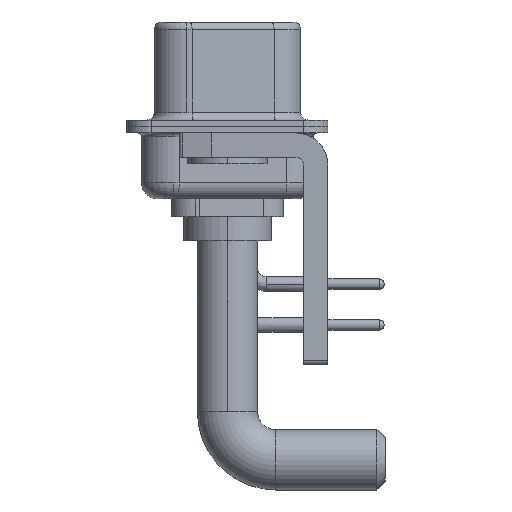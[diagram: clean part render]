
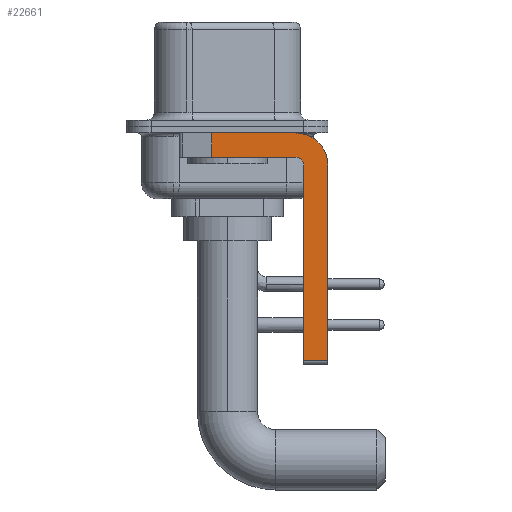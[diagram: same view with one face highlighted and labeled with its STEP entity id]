
A CAD part, left-side view. The second image highlights one B-rep face of the part: STEP entity #22661.
In plain terms, the highlighted planar face has unit normal (-1, 0, 0).
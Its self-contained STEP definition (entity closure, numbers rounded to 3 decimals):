
#94 = VECTOR ( 'NONE', #16995, 1000. ) ;
#379 = CARTESIAN_POINT ( 'NONE',  ( -2.9, -6.25, -14.55 ) ) ;
#880 = VERTEX_POINT ( 'NONE', #8741 ) ;
#988 = EDGE_LOOP ( 'NONE', ( #14429, #9288, #7914, #1025, #8722, #20087, #6474, #19697 ) ) ;
#1025 = ORIENTED_EDGE ( 'NONE', *, *, #17866, .F. ) ;
#1427 = CARTESIAN_POINT ( 'NONE',  ( -2.9, -4.25, -1.9 ) ) ;
#2025 = VECTOR ( 'NONE', #23474, 1000. ) ;
#2233 = DIRECTION ( 'NONE',  ( -1., 0., 0. ) ) ;
#2545 = EDGE_CURVE ( 'NONE', #23854, #23416, #22293, .T. ) ;
#3526 = VERTEX_POINT ( 'NONE', #13300 ) ;
#3628 = DIRECTION ( 'NONE',  ( 0., 0., -1. ) ) ;
#3989 = CARTESIAN_POINT ( 'NONE',  ( -2.9, -4.75, -14.8 ) ) ;
#5269 = CARTESIAN_POINT ( 'NONE',  ( -2.9, -4.25, -14.55 ) ) ;
#5492 = EDGE_CURVE ( 'NONE', #3526, #25859, #20878, .T. ) ;
#5635 = CARTESIAN_POINT ( 'NONE',  ( -2.9, -4.75, -2.4 ) ) ;
#5898 = EDGE_CURVE ( 'NONE', #23854, #19445, #11667, .T. ) ;
#6313 = VERTEX_POINT ( 'NONE', #19965 ) ;
#6474 = ORIENTED_EDGE ( 'NONE', *, *, #13661, .F. ) ;
#6551 = VECTOR ( 'NONE', #14636, 1000. ) ;
#6994 = FACE_OUTER_BOUND ( 'NONE', #988, .T. ) ;
#7869 = AXIS2_PLACEMENT_3D ( 'NONE', #14505, #2233, #16788 ) ;
#7914 = ORIENTED_EDGE ( 'NONE', *, *, #24100, .F. ) ;
#8372 = CARTESIAN_POINT ( 'NONE',  ( -2.9, 0.978, -1.9 ) ) ;
#8526 = CARTESIAN_POINT ( 'NONE',  ( -2.9, -6.25, -2.4 ) ) ;
#8722 = ORIENTED_EDGE ( 'NONE', *, *, #2545, .F. ) ;
#8741 = CARTESIAN_POINT ( 'NONE',  ( -2.9, -4.25, -1.9 ) ) ;
#9059 = VECTOR ( 'NONE', #13420, 1000. ) ;
#9288 = ORIENTED_EDGE ( 'NONE', *, *, #11756, .T. ) ;
#9334 = EDGE_CURVE ( 'NONE', #25859, #17204, #17057, .T. ) ;
#10712 = CARTESIAN_POINT ( 'NONE',  ( -2.9, 3., -0.4 ) ) ;
#10768 = LINE ( 'NONE', #8372, #6551 ) ;
#10851 = VECTOR ( 'NONE', #18279, 1000. ) ;
#11667 = LINE ( 'NONE', #5269, #9059 ) ;
#11756 = EDGE_CURVE ( 'NONE', #3526, #6313, #10768, .T. ) ;
#11768 = CARTESIAN_POINT ( 'NONE',  ( -2.9, -4.25, -2.4 ) ) ;
#12402 = CARTESIAN_POINT ( 'NONE',  ( -2.9, -4.75, -14.55 ) ) ;
#12801 = LINE ( 'NONE', #1427, #2025 ) ;
#13270 = CARTESIAN_POINT ( 'NONE',  ( -2.9, -6.25, -2.4 ) ) ;
#13300 = CARTESIAN_POINT ( 'NONE',  ( -2.9, 0.978, -0.4 ) ) ;
#13420 = DIRECTION ( 'NONE',  ( 0., -1., 0. ) ) ;
#13637 = DIRECTION ( 'NONE',  ( 1., 0., 0. ) ) ;
#13661 = EDGE_CURVE ( 'NONE', #17204, #19445, #18798, .T. ) ;
#14429 = ORIENTED_EDGE ( 'NONE', *, *, #5492, .F. ) ;
#14473 = CARTESIAN_POINT ( 'NONE',  ( -2.9, -4.25, -0.4 ) ) ;
#14505 = CARTESIAN_POINT ( 'NONE',  ( -2.9, -4.25, -2.4 ) ) ;
#14636 = DIRECTION ( 'NONE',  ( 0., 0., -1. ) ) ;
#15669 = DIRECTION ( 'NONE',  ( 0., 0., -1. ) ) ;
#16788 = DIRECTION ( 'NONE',  ( 0., 0., 1. ) ) ;
#16995 = DIRECTION ( 'NONE',  ( 0., -1., 0. ) ) ;
#17057 = CIRCLE ( 'NONE', #24333, 2. ) ;
#17204 = VERTEX_POINT ( 'NONE', #13270 ) ;
#17419 = PLANE ( 'NONE',  #24591 ) ;
#17676 = CARTESIAN_POINT ( 'NONE',  ( -2.9, -4.25, -2.4 ) ) ;
#17866 = EDGE_CURVE ( 'NONE', #23416, #880, #24920, .T. ) ;
#18279 = DIRECTION ( 'NONE',  ( 0., 0., 1. ) ) ;
#18798 = LINE ( 'NONE', #8526, #21160 ) ;
#19445 = VERTEX_POINT ( 'NONE', #379 ) ;
#19697 = ORIENTED_EDGE ( 'NONE', *, *, #9334, .F. ) ;
#19965 = CARTESIAN_POINT ( 'NONE',  ( -2.9, 0.978, -1.9 ) ) ;
#20087 = ORIENTED_EDGE ( 'NONE', *, *, #5898, .T. ) ;
#20878 = LINE ( 'NONE', #10712, #94 ) ;
#21160 = VECTOR ( 'NONE', #23240, 1000. ) ;
#22293 = LINE ( 'NONE', #3989, #10851 ) ;
#22661 = ADVANCED_FACE ( 'NONE', ( #6994 ), #17419, .F. ) ;
#23240 = DIRECTION ( 'NONE',  ( 0., 0., -1. ) ) ;
#23416 = VERTEX_POINT ( 'NONE', #5635 ) ;
#23474 = DIRECTION ( 'NONE',  ( 0., 1., 0. ) ) ;
#23854 = VERTEX_POINT ( 'NONE', #12402 ) ;
#24100 = EDGE_CURVE ( 'NONE', #880, #6313, #12801, .T. ) ;
#24333 = AXIS2_PLACEMENT_3D ( 'NONE', #11768, #13637, #3628 ) ;
#24591 = AXIS2_PLACEMENT_3D ( 'NONE', #17676, #25842, #15669 ) ;
#24920 = CIRCLE ( 'NONE', #7869, 0.5 ) ;
#25842 = DIRECTION ( 'NONE',  ( 1., 0., 0. ) ) ;
#25859 = VERTEX_POINT ( 'NONE', #14473 ) ;
